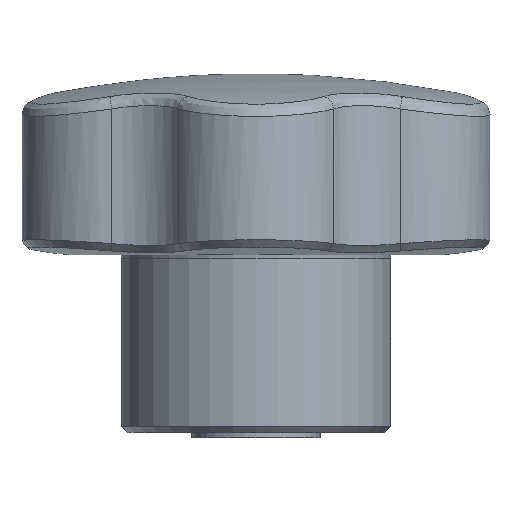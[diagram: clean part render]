
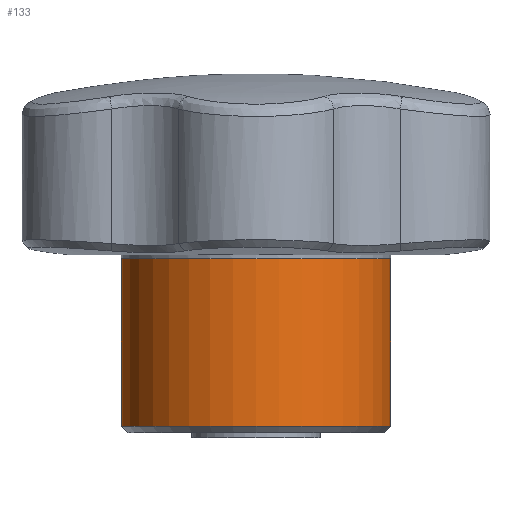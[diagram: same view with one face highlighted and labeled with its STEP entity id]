
A CAD part, left-side view. The second image highlights one B-rep face of the part: STEP entity #133.
In plain terms, the highlighted cylindrical face has radius 10.5 mm (diameter 21 mm), a full revolution.
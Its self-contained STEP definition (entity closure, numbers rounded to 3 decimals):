
#133 = ADVANCED_FACE( '', ( #335, #336 ), #337, .T. );
#335 = FACE_OUTER_BOUND( '', #895, .T. );
#336 = FACE_OUTER_BOUND( '', #896, .T. );
#337 = CYLINDRICAL_SURFACE( '', #897, 10.5 );
#895 = EDGE_LOOP( '', ( #3536 ) );
#896 = EDGE_LOOP( '', ( #3537 ) );
#897 = AXIS2_PLACEMENT_3D( '', #3538, #3539, #3540 );
#3536 = ORIENTED_EDGE( '', *, *, #4174, .T. );
#3537 = ORIENTED_EDGE( '', *, *, #4175, .F. );
#3538 = CARTESIAN_POINT( '', ( 0., 0., 28. ) );
#3539 = DIRECTION( '', ( 0., 0., -1. ) );
#3540 = DIRECTION( '', ( 1., 0., 0. ) );
#4174 = EDGE_CURVE( '', #4487, #4487, #4488, .T. );
#4175 = EDGE_CURVE( '', #4489, #4489, #4490, .T. );
#4487 = VERTEX_POINT( '', #5379 );
#4488 = CIRCLE( '', #5380, 10.5 );
#4489 = VERTEX_POINT( '', #5381 );
#4490 = CIRCLE( '', #5382, 10.5 );
#5379 = CARTESIAN_POINT( '', ( 10.5, 0., 0.137 ) );
#5380 = AXIS2_PLACEMENT_3D( '', #7501, #7502, #7503 );
#5381 = CARTESIAN_POINT( '', ( 10.5, 0., 13.239 ) );
#5382 = AXIS2_PLACEMENT_3D( '', #7504, #7505, #7506 );
#7501 = CARTESIAN_POINT( '', ( 0., 0., 0.137 ) );
#7502 = DIRECTION( '', ( 0., 0., 1. ) );
#7503 = DIRECTION( '', ( 1., 0., 0. ) );
#7504 = CARTESIAN_POINT( '', ( 0., 0., 13.239 ) );
#7505 = DIRECTION( '', ( 0., 0., 1. ) );
#7506 = DIRECTION( '', ( 1., 0., 0. ) );
